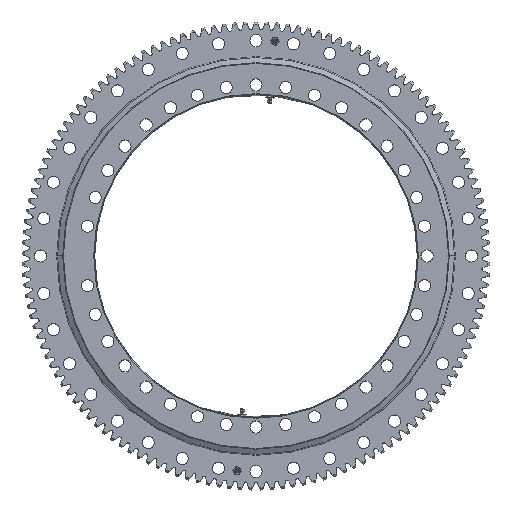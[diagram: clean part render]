
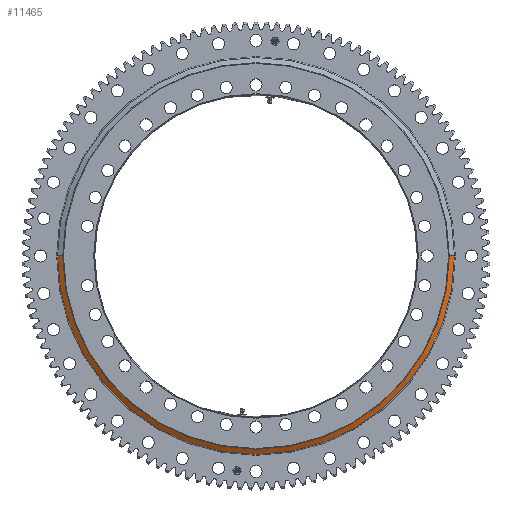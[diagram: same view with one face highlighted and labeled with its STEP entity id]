
A CAD part, top view. The second image highlights one B-rep face of the part: STEP entity #11465.
In plain terms, the highlighted conical face has half-angle 58.57 degrees and reference radius 287 mm.
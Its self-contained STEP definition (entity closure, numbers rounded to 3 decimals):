
#3219 = CARTESIAN_POINT ( 'NONE',  ( 280., -2.61, -294.544 ) ) ;
#3991 = DIRECTION ( 'NONE',  ( 0., -1., 0. ) ) ;
#4275 = CONICAL_SURFACE ( 'NONE', #4757, 287., 1.022 ) ;
#4757 = AXIS2_PLACEMENT_3D ( 'NONE', #44885, #54889, #15222 ) ;
#5802 = FACE_OUTER_BOUND ( 'NONE', #30753, .T. ) ;
#6270 = VERTEX_POINT ( 'NONE', #63506 ) ;
#9483 = CIRCLE ( 'NONE', #22914, 287. ) ;
#10525 = DIRECTION ( 'NONE',  ( 0., -0.521, 0.853 ) ) ;
#10598 = DIRECTION ( 'NONE',  ( 0., -0.521, -0.853 ) ) ;
#11465 = ADVANCED_FACE ( 'NONE', ( #5802 ), #4275, .T. ) ;
#11509 = AXIS2_PLACEMENT_3D ( 'NONE', #33644, #3991, #38572 ) ;
#12153 = ORIENTED_EDGE ( 'NONE', *, *, #37730, .T. ) ;
#13297 = VECTOR ( 'NONE', #10525, 1000. ) ;
#13400 = VERTEX_POINT ( 'NONE', #3219 ) ;
#15220 = CARTESIAN_POINT ( 'NONE',  ( 280., 2., -287. ) ) ;
#15222 = DIRECTION ( 'NONE',  ( 0., 0., -1. ) ) ;
#15417 = VECTOR ( 'NONE', #10598, 1000. ) ;
#15445 = VERTEX_POINT ( 'NONE', #51733 ) ;
#16821 = DIRECTION ( 'NONE',  ( 0., -1., 0. ) ) ;
#21175 = EDGE_CURVE ( 'NONE', #6270, #15445, #54408, .T. ) ;
#22914 = AXIS2_PLACEMENT_3D ( 'NONE', #46522, #16821, #51507 ) ;
#30481 = CARTESIAN_POINT ( 'NONE',  ( 280., 2., 287. ) ) ;
#30553 = CARTESIAN_POINT ( 'NONE',  ( 280., 2., -287. ) ) ;
#30753 = EDGE_LOOP ( 'NONE', ( #40355, #12153, #52975, #33823 ) ) ;
#30795 = CIRCLE ( 'NONE', #11509, 294.544 ) ;
#33644 = CARTESIAN_POINT ( 'NONE',  ( 280., -2.61, 0. ) ) ;
#33823 = ORIENTED_EDGE ( 'NONE', *, *, #44118, .F. ) ;
#37730 = EDGE_CURVE ( 'NONE', #6270, #40498, #9483, .T. ) ;
#38572 = DIRECTION ( 'NONE',  ( 0., 0., -1. ) ) ;
#40355 = ORIENTED_EDGE ( 'NONE', *, *, #21175, .F. ) ;
#40498 = VERTEX_POINT ( 'NONE', #15220 ) ;
#41739 = LINE ( 'NONE', #30553, #15417 ) ;
#44118 = EDGE_CURVE ( 'NONE', #15445, #13400, #30795, .T. ) ;
#44885 = CARTESIAN_POINT ( 'NONE',  ( 280., 2., 0. ) ) ;
#46522 = CARTESIAN_POINT ( 'NONE',  ( 280., 2., 0. ) ) ;
#51507 = DIRECTION ( 'NONE',  ( 0., 0., -1. ) ) ;
#51733 = CARTESIAN_POINT ( 'NONE',  ( 280., -2.61, 294.544 ) ) ;
#52975 = ORIENTED_EDGE ( 'NONE', *, *, #58295, .T. ) ;
#54408 = LINE ( 'NONE', #30481, #13297 ) ;
#54889 = DIRECTION ( 'NONE',  ( 0., -1., 0. ) ) ;
#58295 = EDGE_CURVE ( 'NONE', #40498, #13400, #41739, .T. ) ;
#63506 = CARTESIAN_POINT ( 'NONE',  ( 280., 2., 287. ) ) ;
